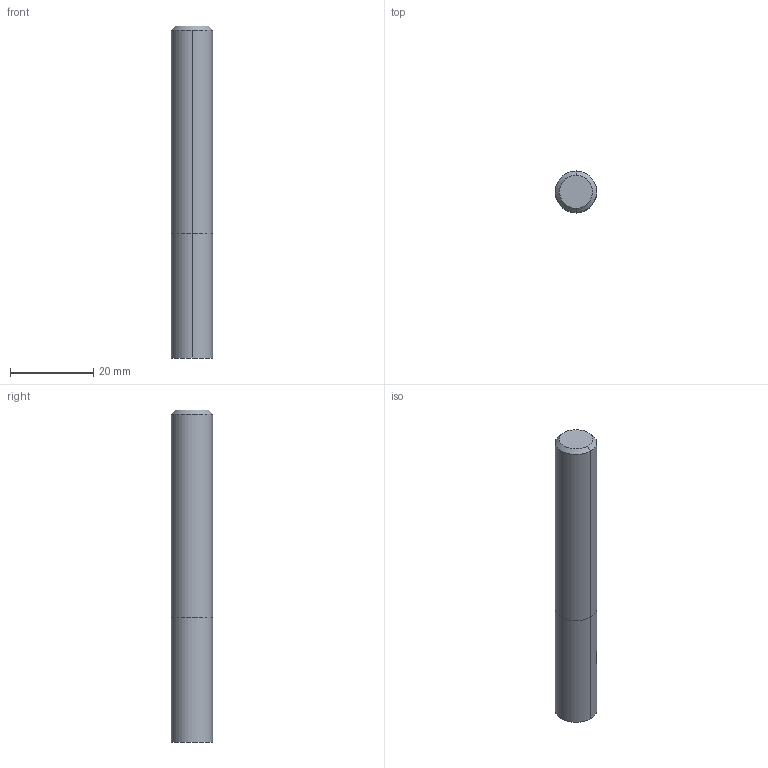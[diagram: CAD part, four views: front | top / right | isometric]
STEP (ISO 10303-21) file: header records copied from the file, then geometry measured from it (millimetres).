
FILE_DESCRIPTION(('STEP AP214'),'1');
FILE_NAME('607893783-000-00-E43.stp','2023-01-18T11:48:19',(' '),(' '),'Spatial InterOp 3D',' ',' ');
FILE_SCHEMA(('AUTOMOTIVE_DESIGN { 1 0 10303 214 1 1 1 1 }'));
Length unit declared in the file: millimetre
Products named in the file (1): 1
Bounding box: 10 x 10 x 80 mm (x, y, z)
Volume: 6268.5 mm3; surface area: 2807.7 mm2
Topology: 2 solids, 2 shells, 10 faces, 26 edges, 21 vertices
Faces by surface type: cylinder 4, plane 4, cone 2
Entity records: 427 total; most frequent: DIRECTION 64, CARTESIAN_POINT 52, ORIENTED_EDGE 32, AXIS2_PLACEMENT_3D 26, LINE 16, VECTOR 16, EDGE_CURVE 16, STYLED_ITEM 13
